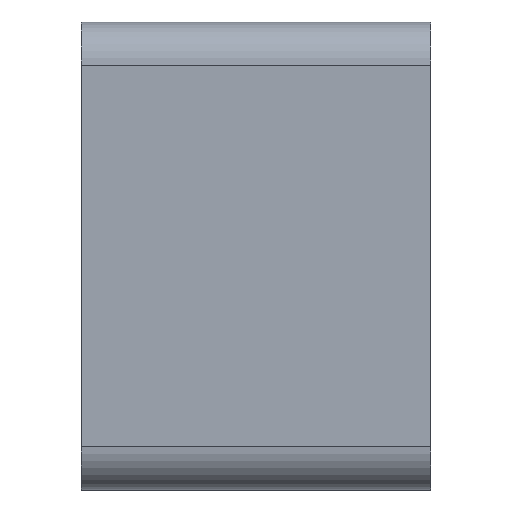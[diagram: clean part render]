
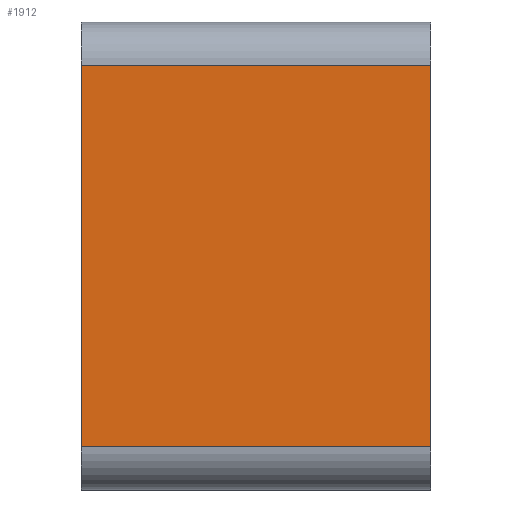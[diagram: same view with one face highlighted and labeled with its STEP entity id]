
A CAD part, left-side view. The second image highlights one B-rep face of the part: STEP entity #1912.
In plain terms, the highlighted planar face has unit normal (-1, 0, 0).
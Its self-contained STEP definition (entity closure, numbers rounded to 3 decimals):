
#8 = EDGE_CURVE ( 'NONE', #1015, #1765, #1108, .T. ) ;
#30 = CARTESIAN_POINT ( 'NONE',  ( -10.1, 0., 8.1 ) ) ;
#87 = VERTEX_POINT ( 'NONE', #890 ) ;
#119 = DIRECTION ( 'NONE',  ( 1., 0., 0. ) ) ;
#180 = DIRECTION ( 'NONE',  ( 0., 0., -1. ) ) ;
#183 = EDGE_CURVE ( 'NONE', #87, #828, #1078, .T. ) ;
#254 = VECTOR ( 'NONE', #742, 1000. ) ;
#296 = PLANE ( 'NONE',  #1278 ) ;
#309 = EDGE_CURVE ( 'NONE', #828, #1015, #1927, .T. ) ;
#315 = EDGE_LOOP ( 'NONE', ( #1206, #778, #1487, #676 ) ) ;
#377 = CARTESIAN_POINT ( 'NONE',  ( -10.1, -6.05, 8.1 ) ) ;
#422 = LINE ( 'NONE', #377, #1504 ) ;
#631 = CARTESIAN_POINT ( 'NONE',  ( -10.1, -6.05, -6.6 ) ) ;
#676 = ORIENTED_EDGE ( 'NONE', *, *, #309, .T. ) ;
#722 = CARTESIAN_POINT ( 'NONE',  ( -10.1, 6.05, 8.1 ) ) ;
#742 = DIRECTION ( 'NONE',  ( 0., 1., 0. ) ) ;
#750 = CARTESIAN_POINT ( 'NONE',  ( -10.1, 6.05, -6.6 ) ) ;
#754 = DIRECTION ( 'NONE',  ( 0., 0., -1. ) ) ;
#755 = DIRECTION ( 'NONE',  ( 0., 0., -1. ) ) ;
#778 = ORIENTED_EDGE ( 'NONE', *, *, #1071, .F. ) ;
#828 = VERTEX_POINT ( 'NONE', #1849 ) ;
#861 = FACE_OUTER_BOUND ( 'NONE', #315, .T. ) ;
#890 = CARTESIAN_POINT ( 'NONE',  ( -10.1, -6.05, 6.6 ) ) ;
#1015 = VERTEX_POINT ( 'NONE', #750 ) ;
#1066 = VECTOR ( 'NONE', #1702, 1000. ) ;
#1071 = EDGE_CURVE ( 'NONE', #87, #1765, #422, .T. ) ;
#1078 = LINE ( 'NONE', #1734, #254 ) ;
#1108 = LINE ( 'NONE', #1689, #1066 ) ;
#1206 = ORIENTED_EDGE ( 'NONE', *, *, #8, .T. ) ;
#1278 = AXIS2_PLACEMENT_3D ( 'NONE', #30, #119, #755 ) ;
#1487 = ORIENTED_EDGE ( 'NONE', *, *, #183, .T. ) ;
#1504 = VECTOR ( 'NONE', #180, 1000. ) ;
#1540 = VECTOR ( 'NONE', #754, 1000. ) ;
#1689 = CARTESIAN_POINT ( 'NONE',  ( -10.1, 0., -6.6 ) ) ;
#1702 = DIRECTION ( 'NONE',  ( 0., -1., 0. ) ) ;
#1734 = CARTESIAN_POINT ( 'NONE',  ( -10.1, 0., 6.6 ) ) ;
#1765 = VERTEX_POINT ( 'NONE', #631 ) ;
#1849 = CARTESIAN_POINT ( 'NONE',  ( -10.1, 6.05, 6.6 ) ) ;
#1912 = ADVANCED_FACE ( 'NONE', ( #861 ), #296, .F. ) ;
#1927 = LINE ( 'NONE', #722, #1540 ) ;
